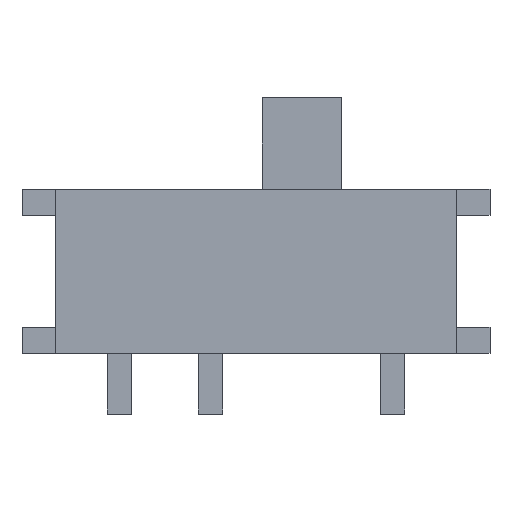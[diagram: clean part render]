
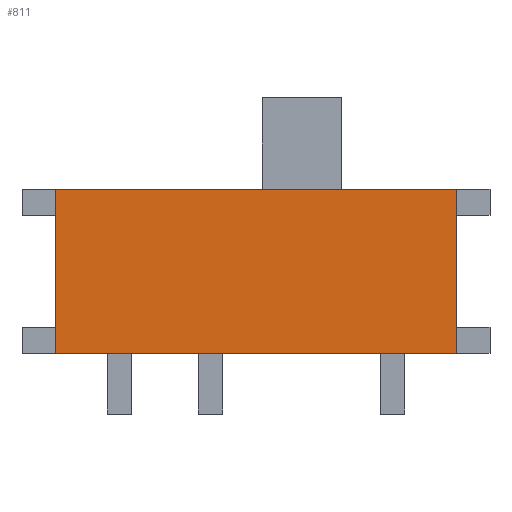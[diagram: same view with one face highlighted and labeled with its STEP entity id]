
A CAD part, top view. The second image highlights one B-rep face of the part: STEP entity #811.
In plain terms, the highlighted planar face has unit normal (0, 0, 1).
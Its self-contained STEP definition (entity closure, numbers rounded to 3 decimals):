
#59=PLANE('',#910);
#116=LINE('',#1259,#214);
#129=LINE('',#1285,#227);
#132=LINE('',#1289,#230);
#134=LINE('',#1292,#232);
#214=VECTOR('',#1028,10.);
#227=VECTOR('',#1049,10.);
#230=VECTOR('',#1054,10.);
#232=VECTOR('',#1058,10.);
#305=FACE_OUTER_BOUND('',#353,.T.);
#353=EDGE_LOOP('',(#673,#674,#675,#676));
#420=VERTEX_POINT('',#1256);
#421=VERTEX_POINT('',#1258);
#429=VERTEX_POINT('',#1282);
#430=VERTEX_POINT('',#1284);
#504=EDGE_CURVE('',#421,#420,#116,.T.);
#517=EDGE_CURVE('',#430,#429,#129,.T.);
#520=EDGE_CURVE('',#429,#421,#132,.T.);
#522=EDGE_CURVE('',#420,#430,#134,.T.);
#673=ORIENTED_EDGE('',*,*,#504,.T.);
#674=ORIENTED_EDGE('',*,*,#522,.T.);
#675=ORIENTED_EDGE('',*,*,#517,.T.);
#676=ORIENTED_EDGE('',*,*,#520,.T.);
#811=ADVANCED_FACE('',(#305),#59,.T.);
#910=AXIS2_PLACEMENT_3D('',#1293,#1059,#1060);
#1028=DIRECTION('',(0.,-1.,0.));
#1049=DIRECTION('',(0.,1.,0.));
#1054=DIRECTION('',(-1.,0.,0.));
#1058=DIRECTION('',(1.,0.,0.));
#1059=DIRECTION('center_axis',(0.,0.,1.));
#1060=DIRECTION('ref_axis',(1.,0.,0.));
#1256=CARTESIAN_POINT('',(-3.3,-1.35,1.4));
#1258=CARTESIAN_POINT('',(-3.3,1.35,1.4));
#1259=CARTESIAN_POINT('',(-3.3,-1.35,1.4));
#1282=CARTESIAN_POINT('',(3.3,1.35,1.4));
#1284=CARTESIAN_POINT('',(3.3,-1.35,1.4));
#1285=CARTESIAN_POINT('',(3.3,-0.92,1.4));
#1289=CARTESIAN_POINT('',(-3.3,1.35,1.4));
#1292=CARTESIAN_POINT('',(3.3,-1.35,1.4));
#1293=CARTESIAN_POINT('Origin',(0.,0.,1.4));
